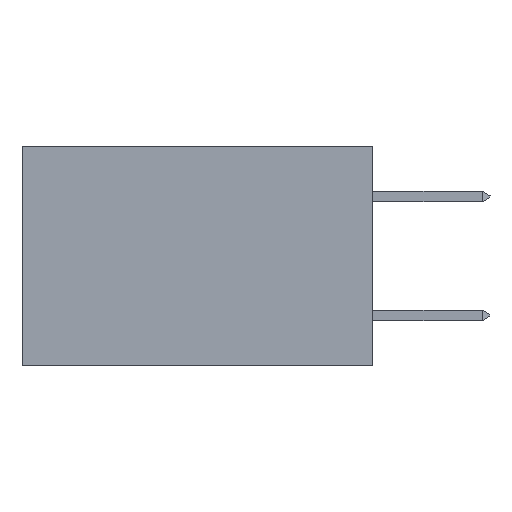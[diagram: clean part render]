
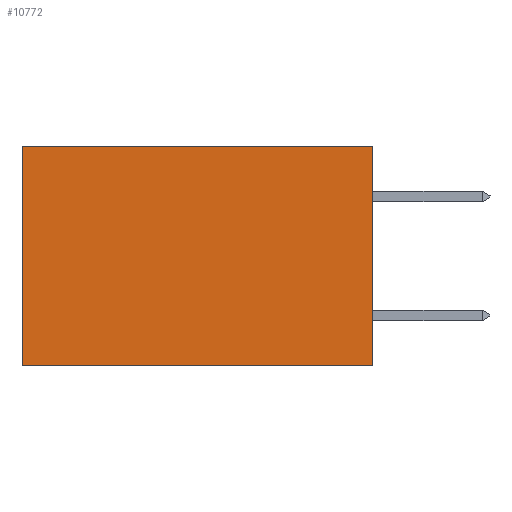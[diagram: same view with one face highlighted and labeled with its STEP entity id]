
A CAD part, left-side view. The second image highlights one B-rep face of the part: STEP entity #10772.
In plain terms, the highlighted planar face has unit normal (-1, 0, 0).
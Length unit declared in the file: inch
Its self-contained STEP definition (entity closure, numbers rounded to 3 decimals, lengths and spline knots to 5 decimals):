
#155 = ORIENTED_EDGE ( 'NONE', *, *, #933, .T. ) ;
#763 = VERTEX_POINT ( 'NONE', #12388 ) ;
#856 = ORIENTED_EDGE ( 'NONE', *, *, #1375, .T. ) ;
#933 = EDGE_CURVE ( 'NONE', #11679, #763, #4402, .T. ) ;
#1375 = EDGE_CURVE ( 'NONE', #763, #11318, #13572, .T. ) ;
#1849 = EDGE_LOOP ( 'NONE', ( #856, #14079, #15372, #155 ) ) ;
#1870 = AXIS2_PLACEMENT_3D ( 'NONE', #9079, #15103, #7881 ) ;
#1912 = CARTESIAN_POINT ( 'NONE',  ( 0.277, 0.59, -0.37 ) ) ;
#2052 = DIRECTION ( 'NONE',  ( 0., 0., -1. ) ) ;
#2103 = LINE ( 'NONE', #14396, #8343 ) ;
#3378 = CARTESIAN_POINT ( 'NONE',  ( 0.277, 0., 0. ) ) ;
#4402 = LINE ( 'NONE', #7995, #13764 ) ;
#5297 = VECTOR ( 'NONE', #15190, 39.37008 ) ;
#6320 = VECTOR ( 'NONE', #2052, 39.37008 ) ;
#6673 = PLANE ( 'NONE',  #1870 ) ;
#7624 = CARTESIAN_POINT ( 'NONE',  ( 0.277, 0.59, -0.37 ) ) ;
#7881 = DIRECTION ( 'NONE',  ( 0., 0., -1. ) ) ;
#7995 = CARTESIAN_POINT ( 'NONE',  ( 0.277, 0., 0. ) ) ;
#8343 = VECTOR ( 'NONE', #15551, 39.37008 ) ;
#9079 = CARTESIAN_POINT ( 'NONE',  ( 0.277, 0., -0.37 ) ) ;
#10490 = DIRECTION ( 'NONE',  ( 0., 1., 0. ) ) ;
#10772 = ADVANCED_FACE ( 'NONE', ( #15919 ), #6673, .F. ) ;
#11318 = VERTEX_POINT ( 'NONE', #7624 ) ;
#11679 = VERTEX_POINT ( 'NONE', #3378 ) ;
#11798 = LINE ( 'NONE', #12843, #5297 ) ;
#12220 = VERTEX_POINT ( 'NONE', #15167 ) ;
#12388 = CARTESIAN_POINT ( 'NONE',  ( 0.277, 0.59, 0. ) ) ;
#12843 = CARTESIAN_POINT ( 'NONE',  ( 0.277, 0., -0.37 ) ) ;
#13572 = LINE ( 'NONE', #1912, #6320 ) ;
#13764 = VECTOR ( 'NONE', #10490, 39.37008 ) ;
#14079 = ORIENTED_EDGE ( 'NONE', *, *, #15241, .F. ) ;
#14396 = CARTESIAN_POINT ( 'NONE',  ( 0.277, 0., -0.37 ) ) ;
#15031 = EDGE_CURVE ( 'NONE', #11679, #12220, #11798, .T. ) ;
#15103 = DIRECTION ( 'NONE',  ( 1., 0., 0. ) ) ;
#15167 = CARTESIAN_POINT ( 'NONE',  ( 0.277, 0., -0.37 ) ) ;
#15190 = DIRECTION ( 'NONE',  ( 0., 0., -1. ) ) ;
#15241 = EDGE_CURVE ( 'NONE', #12220, #11318, #2103, .T. ) ;
#15372 = ORIENTED_EDGE ( 'NONE', *, *, #15031, .F. ) ;
#15551 = DIRECTION ( 'NONE',  ( 0., 1., 0. ) ) ;
#15919 = FACE_OUTER_BOUND ( 'NONE', #1849, .T. ) ;
